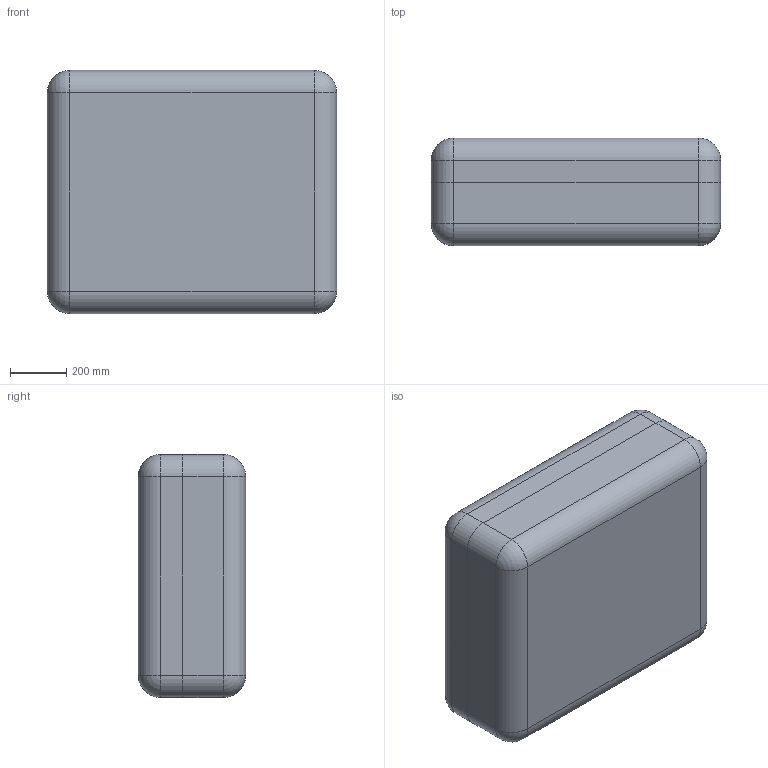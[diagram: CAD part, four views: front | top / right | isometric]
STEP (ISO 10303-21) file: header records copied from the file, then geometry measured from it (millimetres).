
FILE_DESCRIPTION (( 'STEP AP214' ), '1' );
FILE_NAME ('Òðàíñïîðòíûé êîíòåéíåð ÀÄÌÈÐÀË®ÏÐÎÔÅÑÑÈÎÍÀËÜÍÛÅ 192_óïðîùåííàÿ 3D-ìîäåëü.STEP', '2025-09-03T14:08:29', ( '' ), ( '' ), 'SwSTEP 2.0', 'SolidWorks 2021', '' );
FILE_SCHEMA (( 'AUTOMOTIVE_DESIGN' ));
Length unit declared in the file: millimetre
Products named in the file (3): Lid 196; Òðàíñïîðòíûé êîíòåéíåð ÀÄÌÈÐÀË®ÏÐÎÔÅÑÑÈÎÍÀËÜÍÛÅ 192_óïðîùåííàÿ 3D-ìîäåëü; Base 195 óïð
Assembly tree (2 placements, depth 2):
  Òðàíñïîðòíûé êîíòåéíåð ÀÄÌÈÐÀË®ÏÐÎÔÅÑÑÈÎÍÀËÜÍÛÅ 192_óïðîùåííàÿ 3D-ìîäåëü
    Base 195 óïð
    Lid 196
Bounding box: 1027.26 x 381.64 x 863.07 mm (x, y, z)
Volume: 140876754.7 mm3; surface area: 6792417.4 mm2
Topology: 2 solids, 2 shells, 1931 faces, 4734 edges, 2720 vertices
Faces by surface type: cylinder 802, bspline 396, plane 385, torus 260, sphere 64, cone 24
Entity records: 82255 total; most frequent: CARTESIAN_POINT 39907, ORIENTED_EDGE 9252, DIRECTION 8626, EDGE_CURVE 4626, AXIS2_PLACEMENT_3D 3424, VERTEX_POINT 2720, EDGE_LOOP 1956, FACE_OUTER_BOUND 1931
